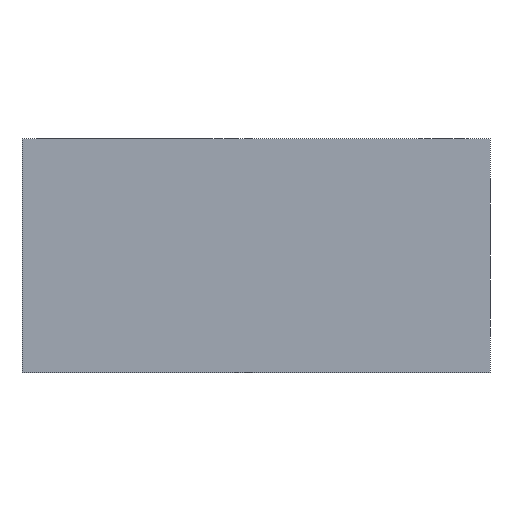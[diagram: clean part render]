
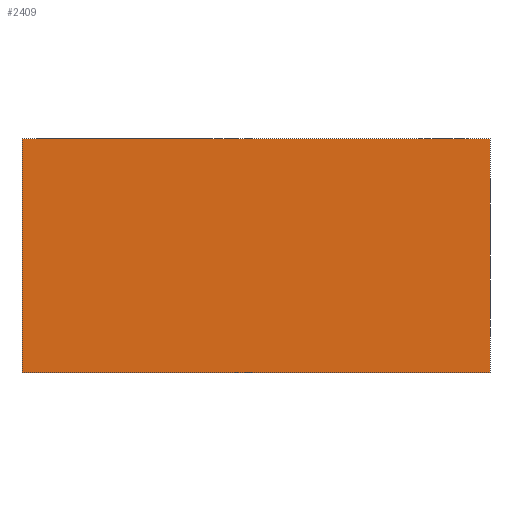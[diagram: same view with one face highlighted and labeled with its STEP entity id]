
A CAD part, front view. The second image highlights one B-rep face of the part: STEP entity #2409.
In plain terms, the highlighted planar face has unit normal (0, -1, 0).
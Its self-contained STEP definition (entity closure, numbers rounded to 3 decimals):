
#577=DIRECTION('',(-1.,0.,0.));
#578=VECTOR('',#577,63.5);
#579=CARTESIAN_POINT('',(31.75,-22.606,15.875));
#580=LINE('',#579,#578);
#581=DIRECTION('',(0.,0.,1.));
#582=VECTOR('',#581,31.75);
#583=CARTESIAN_POINT('',(31.75,-22.606,-15.875));
#584=LINE('',#583,#582);
#585=DIRECTION('',(1.,0.,0.));
#586=VECTOR('',#585,63.5);
#587=CARTESIAN_POINT('',(-31.75,-22.606,-15.875));
#588=LINE('',#587,#586);
#589=DIRECTION('',(0.,0.,-1.));
#590=VECTOR('',#589,31.75);
#591=CARTESIAN_POINT('',(-31.75,-22.606,15.875));
#592=LINE('',#591,#590);
#1561=CARTESIAN_POINT('',(31.75,-22.606,15.875));
#1562=CARTESIAN_POINT('',(-31.75,-22.606,15.875));
#1563=VERTEX_POINT('',#1561);
#1564=VERTEX_POINT('',#1562);
#1565=CARTESIAN_POINT('',(-31.75,-22.606,-15.875));
#1566=VERTEX_POINT('',#1565);
#1567=CARTESIAN_POINT('',(31.75,-22.606,-15.875));
#1568=VERTEX_POINT('',#1567);
#2398=CARTESIAN_POINT('',(0.,-22.606,0.));
#2399=DIRECTION('',(0.,-1.,0.));
#2400=DIRECTION('',(1.,0.,0.));
#2401=AXIS2_PLACEMENT_3D('',#2398,#2399,#2400);
#2402=PLANE('',#2401);
#2403=ORIENTED_EDGE('',*,*,#2284,.F.);
#2404=ORIENTED_EDGE('',*,*,#2323,.F.);
#2405=ORIENTED_EDGE('',*,*,#2343,.F.);
#2406=ORIENTED_EDGE('',*,*,#2386,.F.);
#2407=EDGE_LOOP('',(#2403,#2404,#2405,#2406));
#2408=FACE_OUTER_BOUND('',#2407,.F.);
#2409=ADVANCED_FACE('',(#2408),#2402,.T.);
#2284=EDGE_CURVE('',#1563,#1564,#580,.T.);
#2323=EDGE_CURVE('',#1568,#1563,#584,.T.);
#2343=EDGE_CURVE('',#1566,#1568,#588,.T.);
#2386=EDGE_CURVE('',#1564,#1566,#592,.T.);
